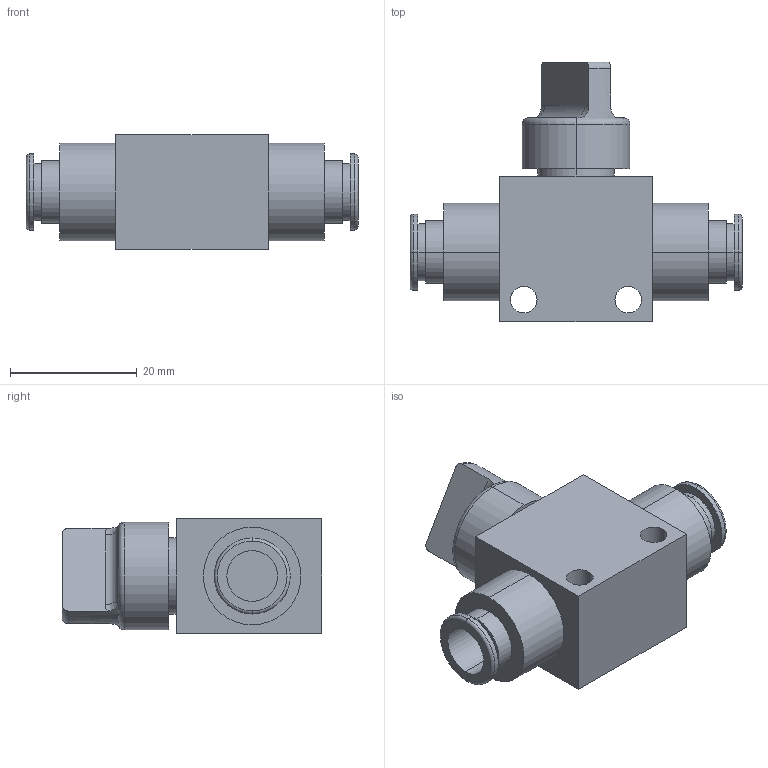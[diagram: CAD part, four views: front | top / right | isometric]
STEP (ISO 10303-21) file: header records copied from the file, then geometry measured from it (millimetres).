
FILE_DESCRIPTION (( 'STEP AP214' ), '1' );
FILE_NAME ('VHK2-08F-08F.step.step', '2011-05-23T05:33:27', ( 'sysAdmin' ), ( 'SolidWorks' ), 'SwSTEP 2.0', 'SolidWorks 2011', '' );
FILE_SCHEMA (( 'AUTOMOTIVE_DESIGN' ));
Length unit declared in the file: millimetre
Products named in the file (4): VHK2-08F-08F.step; VHK2-08F-08F.step_VHKBody_08-08; VHK2-08F-08F.step_VHK Fittings_08; VHK2-08F-08F.step_VHK Knob_Std
Assembly tree (4 placements, depth 2):
  VHK2-08F-08F.step
    VHK2-08F-08F.step_VHK Knob_Std
    VHK2-08F-08F.step_VHK Fittings_08  x2
    VHK2-08F-08F.step_VHKBody_08-08
Bounding box: 52.4 x 41 x 18 mm (x, y, z)
Volume: 14249.9 mm3; surface area: 8547.2 mm2
Topology: 4 solids, 4 shells, 79 faces, 170 edges, 110 vertices
Faces by surface type: cylinder 40, plane 27, torus 8, bspline 4
Entity records: 2389 total; most frequent: CARTESIAN_POINT 471, DIRECTION 318, ORIENTED_EDGE 272, EDGE_CURVE 136, AXIS2_PLACEMENT_3D 135, VERTEX_POINT 88, EDGE_LOOP 76, CIRCLE 70
